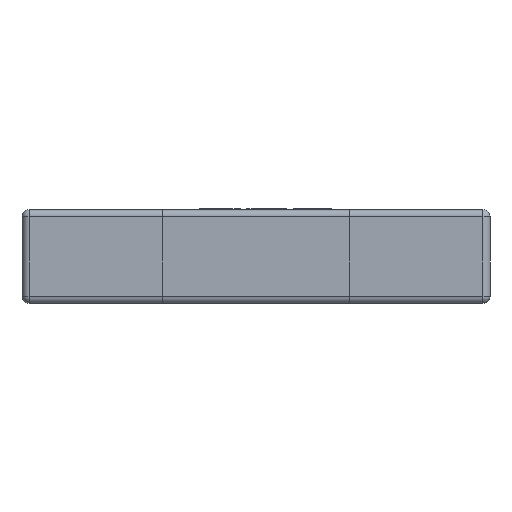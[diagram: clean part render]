
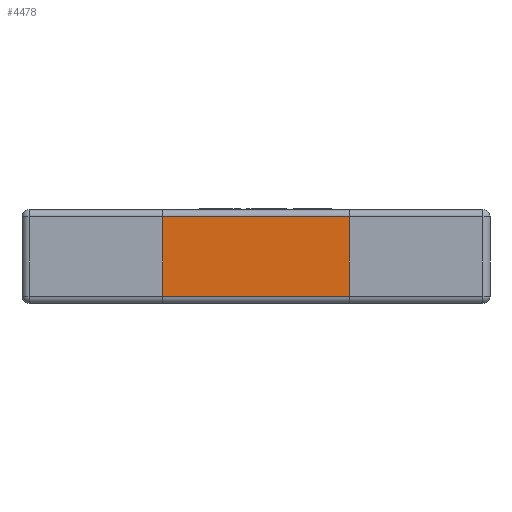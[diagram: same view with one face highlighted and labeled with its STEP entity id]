
A CAD part, front view. The second image highlights one B-rep face of the part: STEP entity #4478.
In plain terms, the highlighted planar face has unit normal (0, -1, 0).
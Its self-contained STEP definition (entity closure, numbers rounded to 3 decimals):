
#1360 = CYLINDRICAL_SURFACE('',#1361,0.015);
#1361 = AXIS2_PLACEMENT_3D('',#1362,#1363,#1364);
#1362 = CARTESIAN_POINT('',(-0.5,-0.285,0.185));
#1363 = DIRECTION('',(-1.,0.,0.));
#1364 = DIRECTION('',(0.,-1.,0.));
#1783 = EDGE_CURVE('',#1784,#1786,#1788,.T.);
#1784 = VERTEX_POINT('',#1785);
#1785 = CARTESIAN_POINT('',(-0.2,-0.3,0.185));
#1786 = VERTEX_POINT('',#1787);
#1787 = CARTESIAN_POINT('',(-0.2,-0.3,0.015));
#1788 = SURFACE_CURVE('',#1789,(#1793,#1805),.PCURVE_S1.);
#1789 = LINE('',#1790,#1791);
#1790 = CARTESIAN_POINT('',(-0.2,-0.3,0.2));
#1791 = VECTOR('',#1792,1.);
#1792 = DIRECTION('',(0.,0.,-1.));
#1793 = PCURVE('',#1794,#1799);
#1794 = PLANE('',#1795);
#1795 = AXIS2_PLACEMENT_3D('',#1796,#1797,#1798);
#1796 = CARTESIAN_POINT('',(-0.5,-0.3,0.2));
#1797 = DIRECTION('',(0.,1.,0.));
#1798 = DIRECTION('',(-1.,0.,0.));
#1799 = DEFINITIONAL_REPRESENTATION('',(#1800),#1804);
#1800 = LINE('',#1801,#1802);
#1801 = CARTESIAN_POINT('',(-0.3,0.));
#1802 = VECTOR('',#1803,1.);
#1803 = DIRECTION('',(0.,-1.));
#1804 = ( GEOMETRIC_REPRESENTATION_CONTEXT(2) 
PARAMETRIC_REPRESENTATION_CONTEXT() REPRESENTATION_CONTEXT('2D SPACE',''
  ) );
#1805 = PCURVE('',#1806,#1811);
#1806 = PLANE('',#1807);
#1807 = AXIS2_PLACEMENT_3D('',#1808,#1809,#1810);
#1808 = CARTESIAN_POINT('',(-0.5,-0.3,0.2));
#1809 = DIRECTION('',(0.,1.,0.));
#1810 = DIRECTION('',(-1.,0.,0.));
#1811 = DEFINITIONAL_REPRESENTATION('',(#1812),#1816);
#1812 = LINE('',#1813,#1814);
#1813 = CARTESIAN_POINT('',(-0.3,0.));
#1814 = VECTOR('',#1815,1.);
#1815 = DIRECTION('',(0.,-1.));
#1816 = ( GEOMETRIC_REPRESENTATION_CONTEXT(2) 
PARAMETRIC_REPRESENTATION_CONTEXT() REPRESENTATION_CONTEXT('2D SPACE',''
  ) );
#1969 = EDGE_CURVE('',#1970,#1972,#1974,.T.);
#1970 = VERTEX_POINT('',#1971);
#1971 = CARTESIAN_POINT('',(0.2,-0.3,0.015));
#1972 = VERTEX_POINT('',#1973);
#1973 = CARTESIAN_POINT('',(0.2,-0.3,0.185));
#1974 = SURFACE_CURVE('',#1975,(#1979,#1991),.PCURVE_S1.);
#1975 = LINE('',#1976,#1977);
#1976 = CARTESIAN_POINT('',(0.2,-0.3,0.2));
#1977 = VECTOR('',#1978,1.);
#1978 = DIRECTION('',(0.,0.,1.));
#1979 = PCURVE('',#1980,#1985);
#1980 = PLANE('',#1981);
#1981 = AXIS2_PLACEMENT_3D('',#1982,#1983,#1984);
#1982 = CARTESIAN_POINT('',(-0.5,-0.3,0.2));
#1983 = DIRECTION('',(0.,1.,0.));
#1984 = DIRECTION('',(-1.,0.,0.));
#1985 = DEFINITIONAL_REPRESENTATION('',(#1986),#1990);
#1986 = LINE('',#1987,#1988);
#1987 = CARTESIAN_POINT('',(-0.7,0.));
#1988 = VECTOR('',#1989,1.);
#1989 = DIRECTION('',(0.,1.));
#1990 = ( GEOMETRIC_REPRESENTATION_CONTEXT(2) 
PARAMETRIC_REPRESENTATION_CONTEXT() REPRESENTATION_CONTEXT('2D SPACE',''
  ) );
#1991 = PCURVE('',#1806,#1992);
#1992 = DEFINITIONAL_REPRESENTATION('',(#1993),#1997);
#1993 = LINE('',#1994,#1995);
#1994 = CARTESIAN_POINT('',(-0.7,0.));
#1995 = VECTOR('',#1996,1.);
#1996 = DIRECTION('',(0.,1.));
#1997 = ( GEOMETRIC_REPRESENTATION_CONTEXT(2) 
PARAMETRIC_REPRESENTATION_CONTEXT() REPRESENTATION_CONTEXT('2D SPACE',''
  ) );
#2817 = CYLINDRICAL_SURFACE('',#2818,0.015);
#2818 = AXIS2_PLACEMENT_3D('',#2819,#2820,#2821);
#2819 = CARTESIAN_POINT('',(-0.5,-0.285,0.015));
#2820 = DIRECTION('',(1.,0.,0.));
#2821 = DIRECTION('',(0.,1.,0.));
#4478 = ADVANCED_FACE('',(#4479),#1806,.F.);
#4479 = FACE_BOUND('',#4480,.T.);
#4480 = EDGE_LOOP('',(#4481,#4524,#4525,#4568));
#4481 = ORIENTED_EDGE('',*,*,#4482,.T.);
#4482 = EDGE_CURVE('',#1972,#1784,#4483,.T.);
#4483 = SURFACE_CURVE('',#4484,(#4488,#4495),.PCURVE_S1.);
#4484 = LINE('',#4485,#4486);
#4485 = CARTESIAN_POINT('',(-0.5,-0.3,0.185));
#4486 = VECTOR('',#4487,1.);
#4487 = DIRECTION('',(-1.,0.,0.));
#4488 = PCURVE('',#1806,#4489);
#4489 = DEFINITIONAL_REPRESENTATION('',(#4490),#4494);
#4490 = LINE('',#4491,#4492);
#4491 = CARTESIAN_POINT('',(0.,-0.015));
#4492 = VECTOR('',#4493,1.);
#4493 = DIRECTION('',(1.,0.));
#4494 = ( GEOMETRIC_REPRESENTATION_CONTEXT(2) 
PARAMETRIC_REPRESENTATION_CONTEXT() REPRESENTATION_CONTEXT('2D SPACE',''
  ) );
#4495 = PCURVE('',#1360,#4496);
#4496 = DEFINITIONAL_REPRESENTATION('',(#4497),#4523);
#4497 = B_SPLINE_CURVE_WITH_KNOTS('',3,(#4498,#4499,#4500,#4501,#4502,
    #4503,#4504,#4505,#4506,#4507,#4508,#4509,#4510,#4511,#4512,#4513,
    #4514,#4515,#4516,#4517,#4518,#4519,#4520,#4521,#4522),
  .UNSPECIFIED.,.F.,.F.,(4,1,1,1,1,1,1,1,1,1,1,1,1,1,1,1,1,1,1,1,1,1,4),
  (-0.7,-0.682,-0.664,-0.645,-0.627,
    -0.609,-0.591,-0.573,-0.555,
    -0.536,-0.518,-0.5,-0.482,-0.464
    ,-0.445,-0.427,-0.409,-0.391,
    -0.373,-0.355,-0.336,-0.318,-0.3
    ),.QUASI_UNIFORM_KNOTS.);
#4498 = CARTESIAN_POINT('',(0.,-0.7));
#4499 = CARTESIAN_POINT('',(0.,-0.694));
#4500 = CARTESIAN_POINT('',(0.,-0.682));
#4501 = CARTESIAN_POINT('',(0.,-0.664));
#4502 = CARTESIAN_POINT('',(0.,-0.645));
#4503 = CARTESIAN_POINT('',(0.,-0.627));
#4504 = CARTESIAN_POINT('',(0.,-0.609));
#4505 = CARTESIAN_POINT('',(0.,-0.591));
#4506 = CARTESIAN_POINT('',(0.,-0.573));
#4507 = CARTESIAN_POINT('',(0.,-0.555));
#4508 = CARTESIAN_POINT('',(0.,-0.536));
#4509 = CARTESIAN_POINT('',(0.,-0.518));
#4510 = CARTESIAN_POINT('',(0.,-0.5));
#4511 = CARTESIAN_POINT('',(0.,-0.482));
#4512 = CARTESIAN_POINT('',(0.,-0.464));
#4513 = CARTESIAN_POINT('',(0.,-0.445));
#4514 = CARTESIAN_POINT('',(0.,-0.427));
#4515 = CARTESIAN_POINT('',(0.,-0.409));
#4516 = CARTESIAN_POINT('',(0.,-0.391));
#4517 = CARTESIAN_POINT('',(0.,-0.373));
#4518 = CARTESIAN_POINT('',(0.,-0.355));
#4519 = CARTESIAN_POINT('',(0.,-0.336));
#4520 = CARTESIAN_POINT('',(0.,-0.318));
#4521 = CARTESIAN_POINT('',(0.,-0.306));
#4522 = CARTESIAN_POINT('',(0.,-0.3));
#4523 = ( GEOMETRIC_REPRESENTATION_CONTEXT(2) 
PARAMETRIC_REPRESENTATION_CONTEXT() REPRESENTATION_CONTEXT('2D SPACE',''
  ) );
#4524 = ORIENTED_EDGE('',*,*,#1783,.T.);
#4525 = ORIENTED_EDGE('',*,*,#4526,.T.);
#4526 = EDGE_CURVE('',#1786,#1970,#4527,.T.);
#4527 = SURFACE_CURVE('',#4528,(#4532,#4539),.PCURVE_S1.);
#4528 = LINE('',#4529,#4530);
#4529 = CARTESIAN_POINT('',(-0.5,-0.3,0.015));
#4530 = VECTOR('',#4531,1.);
#4531 = DIRECTION('',(1.,0.,0.));
#4532 = PCURVE('',#1806,#4533);
#4533 = DEFINITIONAL_REPRESENTATION('',(#4534),#4538);
#4534 = LINE('',#4535,#4536);
#4535 = CARTESIAN_POINT('',(0.,-0.185));
#4536 = VECTOR('',#4537,1.);
#4537 = DIRECTION('',(-1.,0.));
#4538 = ( GEOMETRIC_REPRESENTATION_CONTEXT(2) 
PARAMETRIC_REPRESENTATION_CONTEXT() REPRESENTATION_CONTEXT('2D SPACE',''
  ) );
#4539 = PCURVE('',#2817,#4540);
#4540 = DEFINITIONAL_REPRESENTATION('',(#4541),#4567);
#4541 = B_SPLINE_CURVE_WITH_KNOTS('',3,(#4542,#4543,#4544,#4545,#4546,
    #4547,#4548,#4549,#4550,#4551,#4552,#4553,#4554,#4555,#4556,#4557,
    #4558,#4559,#4560,#4561,#4562,#4563,#4564,#4565,#4566),
  .UNSPECIFIED.,.F.,.F.,(4,1,1,1,1,1,1,1,1,1,1,1,1,1,1,1,1,1,1,1,1,1,4),
  (0.3,0.318,0.336,0.355,0.373,
    0.391,0.409,0.427,0.445,
    0.464,0.482,0.5,0.518,0.536,
    0.555,0.573,0.591,0.609,
    0.627,0.645,0.664,0.682,0.7),
  .QUASI_UNIFORM_KNOTS.);
#4542 = CARTESIAN_POINT('',(3.142,0.3));
#4543 = CARTESIAN_POINT('',(3.142,0.306));
#4544 = CARTESIAN_POINT('',(3.142,0.318));
#4545 = CARTESIAN_POINT('',(3.142,0.336));
#4546 = CARTESIAN_POINT('',(3.142,0.355));
#4547 = CARTESIAN_POINT('',(3.142,0.373));
#4548 = CARTESIAN_POINT('',(3.142,0.391));
#4549 = CARTESIAN_POINT('',(3.142,0.409));
#4550 = CARTESIAN_POINT('',(3.142,0.427));
#4551 = CARTESIAN_POINT('',(3.142,0.445));
#4552 = CARTESIAN_POINT('',(3.142,0.464));
#4553 = CARTESIAN_POINT('',(3.142,0.482));
#4554 = CARTESIAN_POINT('',(3.142,0.5));
#4555 = CARTESIAN_POINT('',(3.142,0.518));
#4556 = CARTESIAN_POINT('',(3.142,0.536));
#4557 = CARTESIAN_POINT('',(3.142,0.555));
#4558 = CARTESIAN_POINT('',(3.142,0.573));
#4559 = CARTESIAN_POINT('',(3.142,0.591));
#4560 = CARTESIAN_POINT('',(3.142,0.609));
#4561 = CARTESIAN_POINT('',(3.142,0.627));
#4562 = CARTESIAN_POINT('',(3.142,0.645));
#4563 = CARTESIAN_POINT('',(3.142,0.664));
#4564 = CARTESIAN_POINT('',(3.142,0.682));
#4565 = CARTESIAN_POINT('',(3.142,0.694));
#4566 = CARTESIAN_POINT('',(3.142,0.7));
#4567 = ( GEOMETRIC_REPRESENTATION_CONTEXT(2) 
PARAMETRIC_REPRESENTATION_CONTEXT() REPRESENTATION_CONTEXT('2D SPACE',''
  ) );
#4568 = ORIENTED_EDGE('',*,*,#1969,.T.);
